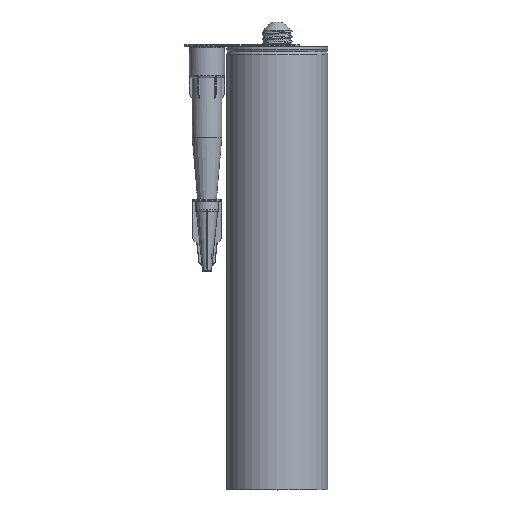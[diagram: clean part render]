
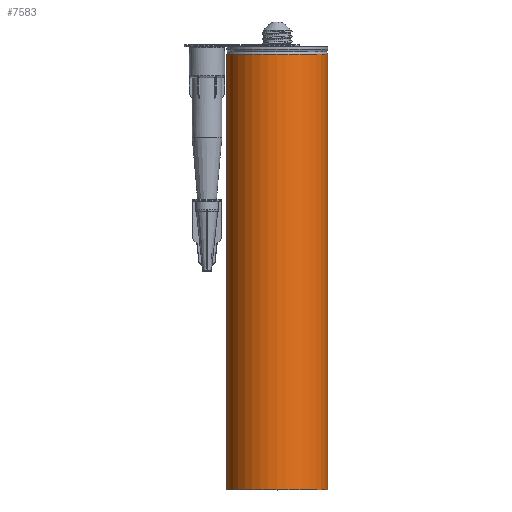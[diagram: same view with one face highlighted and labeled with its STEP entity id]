
A CAD part, top view. The second image highlights one B-rep face of the part: STEP entity #7583.
In plain terms, the highlighted cylindrical face has radius 24.5 mm (diameter 49 mm), a full revolution.
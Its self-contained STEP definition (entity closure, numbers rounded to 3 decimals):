
#179 = EDGE_CURVE ( 'NONE', #11913, #11913, #6232, .T. ) ;
#775 = DIRECTION ( 'NONE',  ( 0., -1., 0. ) ) ;
#905 = AXIS2_PLACEMENT_3D ( 'NONE', #9157, #11063, #3586 ) ;
#1115 = ORIENTED_EDGE ( 'NONE', *, *, #11164, .T. ) ;
#1763 = CARTESIAN_POINT ( 'NONE',  ( 0., 103.773, 24.5 ) ) ;
#2389 = DIRECTION ( 'NONE',  ( 0., 0., 1. ) ) ;
#3376 = EDGE_LOOP ( 'NONE', ( #1115 ) ) ;
#3526 = CARTESIAN_POINT ( 'NONE',  ( 0., 107.5, 0. ) ) ;
#3586 = DIRECTION ( 'NONE',  ( 0., 0., 1. ) ) ;
#3722 = CARTESIAN_POINT ( 'NONE',  ( 0., -107.5, 24.5 ) ) ;
#3850 = FACE_OUTER_BOUND ( 'NONE', #3376, .T. ) ;
#4654 = VERTEX_POINT ( 'NONE', #3722 ) ;
#6232 = CIRCLE ( 'NONE', #11491, 24.5 ) ;
#6976 = CARTESIAN_POINT ( 'NONE',  ( 0., 103.773, 0. ) ) ;
#7354 = EDGE_LOOP ( 'NONE', ( #9440 ) ) ;
#7583 = ADVANCED_FACE ( 'NONE', ( #8798, #3850 ), #7641, .T. ) ;
#7641 = CYLINDRICAL_SURFACE ( 'NONE', #9325, 24.5 ) ;
#8798 = FACE_OUTER_BOUND ( 'NONE', #7354, .T. ) ;
#9157 = CARTESIAN_POINT ( 'NONE',  ( 0., -107.5, 0. ) ) ;
#9325 = AXIS2_PLACEMENT_3D ( 'NONE', #3526, #775, #11772 ) ;
#9440 = ORIENTED_EDGE ( 'NONE', *, *, #179, .T. ) ;
#9488 = CIRCLE ( 'NONE', #905, 24.5 ) ;
#10785 = DIRECTION ( 'NONE',  ( 0., -1., 0. ) ) ;
#11063 = DIRECTION ( 'NONE',  ( 0., 1., 0. ) ) ;
#11164 = EDGE_CURVE ( 'NONE', #4654, #4654, #9488, .T. ) ;
#11491 = AXIS2_PLACEMENT_3D ( 'NONE', #6976, #10785, #2389 ) ;
#11772 = DIRECTION ( 'NONE',  ( 0., 0., -1. ) ) ;
#11913 = VERTEX_POINT ( 'NONE', #1763 ) ;
